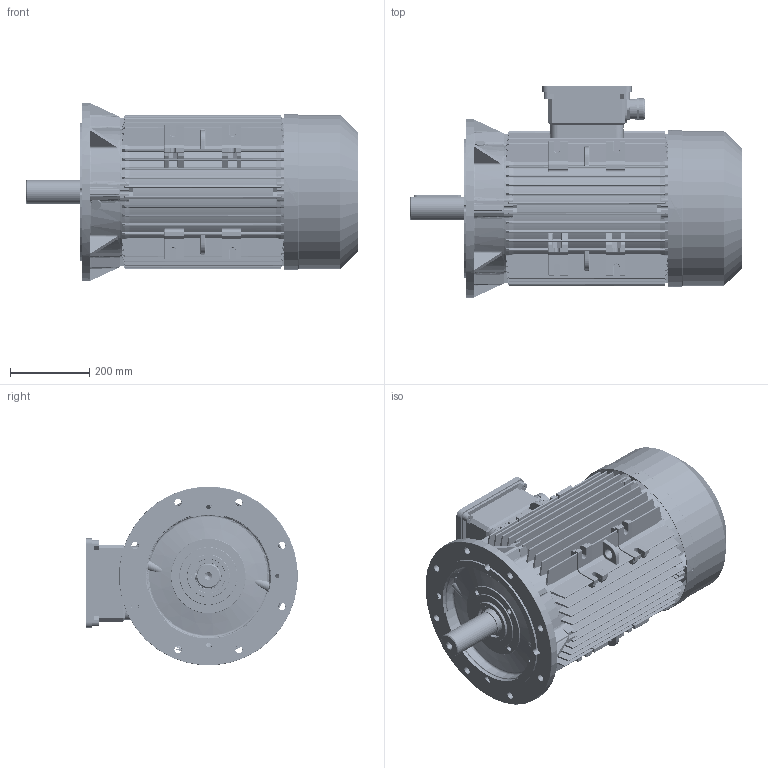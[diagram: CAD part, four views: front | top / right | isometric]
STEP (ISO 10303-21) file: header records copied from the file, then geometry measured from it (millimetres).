
FILE_DESCRIPTION (( 'STEP AP214' ), '1' );
FILE_NAME ('FCA225 SMT-B5-IC411-4-6-8 POLES.STEP', '2024-10-14T07:10:20', ( '' ), ( '' ), 'SwSTEP 2.0', 'SolidWorks 2024', '' );
FILE_SCHEMA (( 'AUTOMOTIVE_DESIGN' ));
Length unit declared in the file: millimetre
Products named in the file (17): Flangia FC225T diam.450; Albero 225T di serie ventilato; Scudo serie C225T ant. e post._Grezzo; Guarnizione scatola-coperchio 225T-250T; Copriventola  200-225T h.185; 18x11x120; Guarnizione scatola-motore 225-250T; FCA225 SMT-B5-IC411-4-6-8 POLES; PRESSACAVO M50; Piastra porta targa singola; Scatola morsetti 225T-250T; Coperchio scatola morsetti 225T-250T; Seeger da 65E; Carcassa 225T-B3-B5_Per Altezza pacco 250; Tappo M50; Coprimorsettiera  225T-250T; Targhetta motore_LAMIERA ALLUMINIO
Assembly tree (16 placements, depth 3):
  FCA225 SMT-B5-IC411-4-6-8 POLES
    Albero 225T di serie ventilato
    Seeger da 65E
    18x11x120
    Scudo serie C225T ant. e post._Grezzo
    Copriventola  200-225T h.185
    Piastra porta targa singola
    Targhetta motore_LAMIERA ALLUMINIO
    Carcassa 225T-B3-B5_Per Altezza pacco 250
    Coprimorsettiera  225T-250T
      Scatola morsetti 225T-250T
      Guarnizione scatola-coperchio 225T-250T
      Guarnizione scatola-motore 225-250T
      Coperchio scatola morsetti 225T-250T
      Tappo M50
      PRESSACAVO M50
    Flangia FC225T diam.450
Bounding box: 835.5 x 531.5 x 449 mm (x, y, z)
Volume: 16754219 mm3; surface area: 4222966.5 mm2
Topology: 15 solids, 16 shells, 7785 faces, 20486 edges, 12689 vertices
Faces by surface type: plane 3256, cylinder 2034, bspline 980, torus 824, cone 487, sphere 204
Entity records: 280058 total; most frequent: CARTESIAN_POINT 93500, ORIENTED_EDGE 40690, DIRECTION 36104, EDGE_CURVE 20345, VERTEX_POINT 12681, AXIS2_PLACEMENT_3D 12489, VECTOR 11126, LINE 11126
